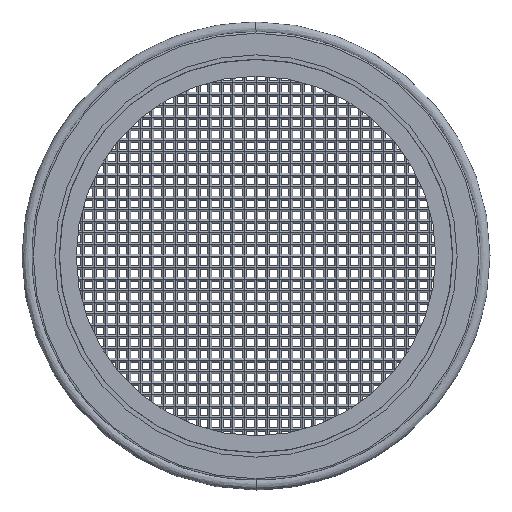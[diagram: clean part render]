
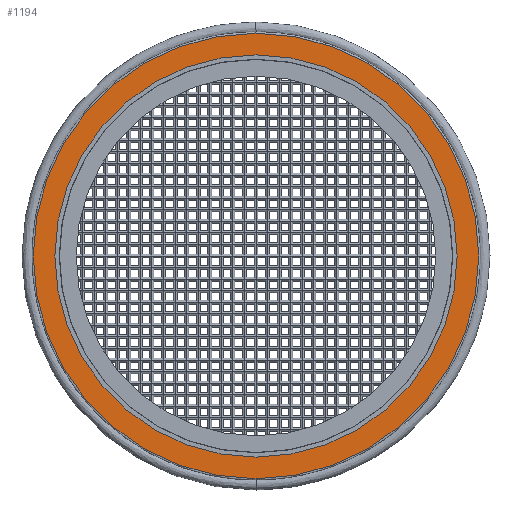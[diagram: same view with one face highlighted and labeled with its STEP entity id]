
A CAD part, left-side view. The second image highlights one B-rep face of the part: STEP entity #1194.
In plain terms, the highlighted planar face has unit normal (-1, 0, 0).
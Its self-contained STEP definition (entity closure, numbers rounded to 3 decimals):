
#1194=ADVANCED_FACE('',(#1322,#1323),#1321,.T.);
#1321=PLANE('',#2286);
#1322=FACE_OUTER_BOUND('',#2287,.T.);
#1323=FACE_BOUND('',#2288,.T.);
#2283=CARTESIAN_POINT('',(-1.95,-89.415,-101.7));
#2284=DIRECTION('',(-1.,0.,0.));
#2285=DIRECTION('',(0.,0.,1.));
#2286=AXIS2_PLACEMENT_3D('',#2283,#2284,#2285);
#2287=EDGE_LOOP('',(#2959,#2960));
#2288=EDGE_LOOP('',(#2961,#2962));
#2959=ORIENTED_EDGE('',*,*,#3283,.T.);
#2960=ORIENTED_EDGE('',*,*,#3284,.T.);
#2961=ORIENTED_EDGE('',*,*,#3285,.F.);
#2962=ORIENTED_EDGE('',*,*,#3286,.F.);
#3283=EDGE_CURVE('',#3517,#3518,#3519,.T.);
#3284=EDGE_CURVE('',#3518,#3517,#3525,.T.);
#3285=EDGE_CURVE('',#3531,#3532,#3533,.T.);
#3286=EDGE_CURVE('',#3532,#3531,#3539,.T.);
#3517=VERTEX_POINT('',#4569);
#3518=VERTEX_POINT('',#4570);
#3519=CIRCLE('',#4574,45.85);
#3525=CIRCLE('',#4578,45.85);
#3531=VERTEX_POINT('',#4579);
#3532=VERTEX_POINT('',#4580);
#3533=CIRCLE('',#4584,41.4);
#3539=CIRCLE('',#4588,41.4);
#4569=CARTESIAN_POINT('',(-1.95,0.,45.85));
#4570=CARTESIAN_POINT('',(-1.95,0.,-45.85));
#4571=CARTESIAN_POINT('',(-1.95,0.,0.));
#4572=DIRECTION('',(-1.,0.,0.));
#4573=DIRECTION('',(0.,0.,1.));
#4574=AXIS2_PLACEMENT_3D('',#4571,#4572,#4573);
#4575=CARTESIAN_POINT('',(-1.95,0.,0.));
#4576=DIRECTION('',(-1.,0.,0.));
#4577=DIRECTION('',(0.,0.,1.));
#4578=AXIS2_PLACEMENT_3D('',#4575,#4576,#4577);
#4579=CARTESIAN_POINT('',(-1.95,0.,-41.4));
#4580=CARTESIAN_POINT('',(-1.95,0.,41.4));
#4581=CARTESIAN_POINT('',(-1.95,0.,0.));
#4582=DIRECTION('',(-1.,0.,0.));
#4583=DIRECTION('',(0.,0.,1.));
#4584=AXIS2_PLACEMENT_3D('',#4581,#4582,#4583);
#4585=CARTESIAN_POINT('',(-1.95,0.,0.));
#4586=DIRECTION('',(-1.,0.,0.));
#4587=DIRECTION('',(0.,0.,1.));
#4588=AXIS2_PLACEMENT_3D('',#4585,#4586,#4587);
